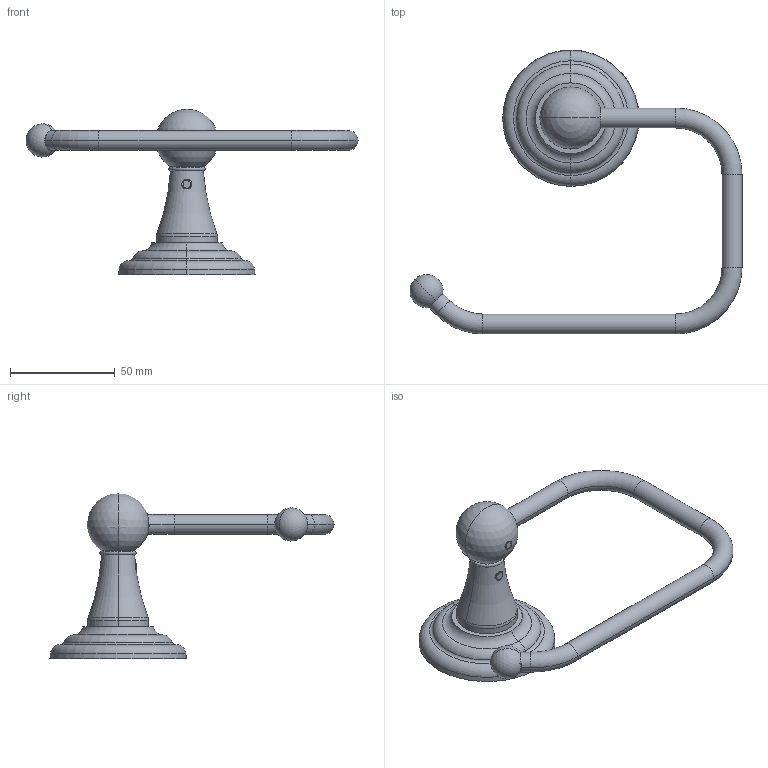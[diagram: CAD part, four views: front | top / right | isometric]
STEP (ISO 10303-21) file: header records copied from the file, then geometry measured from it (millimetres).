
FILE_DESCRIPTION((''),'2;1');
FILE_NAME('75-27_SW0001','2010-11-11T',('project'),(''),'PRO/ENGINEER BY PARAMETRIC TECHNOLOGY CORPORATION, 2009300','PRO/ENGINEER BY PARAMETRIC TECHNOLOGY CORPORATION, 2009300','');
FILE_SCHEMA(('CONFIG_CONTROL_DESIGN'));
Length unit declared in the file: inch
Products named in the file (1): 75-27_SW0001
Bounding box: 158.64 x 135.76 x 78.98 mm (x, y, z)
Surface area: 24406.1 mm2 (no closed solid volume)
Topology: 0 solids, 9 shells, 57 faces, 158 edges, 103 vertices
Faces by surface type: torus 20, cylinder 18, bspline 7, plane 6, sphere 4, cone 2
Entity records: 3830 total; most frequent: CARTESIAN_POINT 2430, DIRECTION 295, ORIENTED_EDGE 248, EDGE_CURVE 154, AXIS2_PLACEMENT_3D 130, VERTEX_POINT 103, CIRCLE 80, EDGE_LOOP 57
